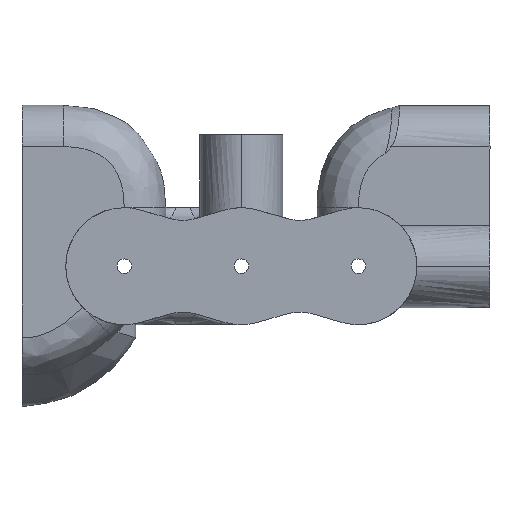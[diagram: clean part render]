
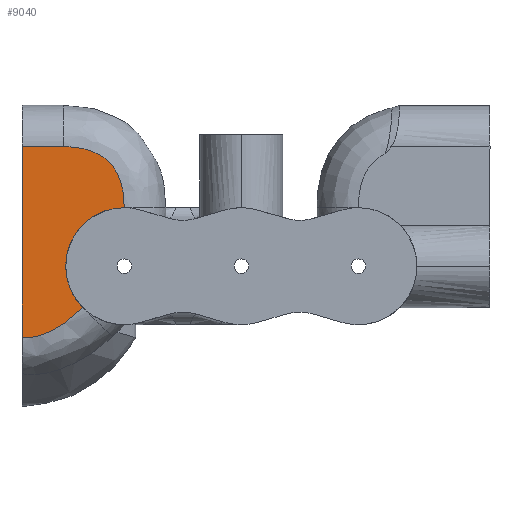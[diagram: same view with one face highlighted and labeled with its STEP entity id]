
A CAD part, front view. The second image highlights one B-rep face of the part: STEP entity #9040.
In plain terms, the highlighted planar face has unit normal (0, -1, 0).
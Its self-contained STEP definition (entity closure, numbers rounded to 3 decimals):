
#186 = EDGE_CURVE ( 'NONE', #6247, #2776, #252, .T. ) ;
#252 =( BOUNDED_CURVE ( )  B_SPLINE_CURVE ( 3, ( #10514, #9684, #6076, #5559, #681, #6391, #1507 ),
 .UNSPECIFIED., .F., .T. ) 
 B_SPLINE_CURVE_WITH_KNOTS ( ( 4, 1, 1, 1, 4 ),
 ( 0., 0.28, 0.56, 0.78, 1. ),
 .UNSPECIFIED. ) 
 CURVE ( )  GEOMETRIC_REPRESENTATION_ITEM ( )  RATIONAL_B_SPLINE_CURVE ( ( 1., 1., 1., 1., 1., 1., 1. ) ) 
 REPRESENTATION_ITEM ( '' )  );
#681 = CARTESIAN_POINT ( 'NONE',  ( -18.235, 19.5, -14.534 ) ) ;
#684 = CARTESIAN_POINT ( 'NONE',  ( -7.555, 19.5, 23.945 ) ) ;
#731 = VERTEX_POINT ( 'NONE', #1118 ) ;
#781 = DIRECTION ( 'NONE',  ( 0., 0., -1. ) ) ;
#1118 = CARTESIAN_POINT ( 'NONE',  ( -20.985, 19.5, 24.5 ) ) ;
#1176 = CARTESIAN_POINT ( 'NONE',  ( 0., 19.5, 12. ) ) ;
#1299 = CARTESIAN_POINT ( 'NONE',  ( 500000., 19.5, 24.5 ) ) ;
#1320 = PLANE ( 'NONE',  #4988 ) ;
#1457 = CARTESIAN_POINT ( 'NONE',  ( -12.5, 19.5, 24.5 ) ) ;
#1470 = CARTESIAN_POINT ( 'NONE',  ( 0., 19.5, 12. ) ) ;
#1507 = CARTESIAN_POINT ( 'NONE',  ( -20.985, 19.5, -14.735 ) ) ;
#1510 = CARTESIAN_POINT ( 'NONE',  ( -11.583, 19.5, 24.5 ) ) ;
#1572 = AXIS2_PLACEMENT_3D ( 'NONE', #10603, #5653, #781 ) ;
#2665 = CARTESIAN_POINT ( 'NONE',  ( -20.985, 19.5, -14.735 ) ) ;
#2776 = VERTEX_POINT ( 'NONE', #2665 ) ;
#3106 = EDGE_CURVE ( 'NONE', #6247, #8120, #7740, .T. ) ;
#3788 = DIRECTION ( 'NONE',  ( 0., -1., 0. ) ) ;
#3894 = VECTOR ( 'NONE', #6996, 1000. ) ;
#3919 = CARTESIAN_POINT ( 'NONE',  ( -0.575, 19.5, 17.025 ) ) ;
#4200 = ORIENTED_EDGE ( 'NONE', *, *, #3106, .T. ) ;
#4502 = CARTESIAN_POINT ( 'NONE',  ( -8.485, 19.5, -8.485 ) ) ;
#4725 = CARTESIAN_POINT ( 'NONE',  ( -2.457, 19.5, 20.743 ) ) ;
#4988 = AXIS2_PLACEMENT_3D ( 'NONE', #6231, #3788, #9558 ) ;
#5390 = LINE ( 'NONE', #8110, #7307 ) ;
#5559 = CARTESIAN_POINT ( 'NONE',  ( -15.235, 19.5, -13.544 ) ) ;
#5561 = CARTESIAN_POINT ( 'NONE',  ( -5.561, 19.5, 23.189 ) ) ;
#5653 = DIRECTION ( 'NONE',  ( 0., 1., 0. ) ) ;
#5690 = ORIENTED_EDGE ( 'NONE', *, *, #7144, .T. ) ;
#5834 = FACE_OUTER_BOUND ( 'NONE', #10520, .T. ) ;
#6076 = CARTESIAN_POINT ( 'NONE',  ( -11.985, 19.5, -11.659 ) ) ;
#6231 = CARTESIAN_POINT ( 'NONE',  ( 500000., 19.5, -14.735 ) ) ;
#6247 = VERTEX_POINT ( 'NONE', #4502 ) ;
#6391 = CARTESIAN_POINT ( 'NONE',  ( -20.069, 19.5, -14.735 ) ) ;
#6393 = CARTESIAN_POINT ( 'NONE',  ( -9.851, 19.5, 24.399 ) ) ;
#6761 = EDGE_CURVE ( 'NONE', #2776, #731, #5390, .T. ) ;
#6801 = ORIENTED_EDGE ( 'NONE', *, *, #186, .F. ) ;
#6996 = DIRECTION ( 'NONE',  ( -1., 0., 0. ) ) ;
#7144 = EDGE_CURVE ( 'NONE', #8120, #7416, #8495, .T. ) ;
#7202 = CARTESIAN_POINT ( 'NONE',  ( -12.5, 19.5, 24.5 ) ) ;
#7307 = VECTOR ( 'NONE', #8958, 1000. ) ;
#7416 = VERTEX_POINT ( 'NONE', #1457 ) ;
#7740 = CIRCLE ( 'NONE', #1572, 12. ) ;
#7996 = CARTESIAN_POINT ( 'NONE',  ( 0., 19.5, 12.933 ) ) ;
#8110 = CARTESIAN_POINT ( 'NONE',  ( -20.985, 19.5, -14.735 ) ) ;
#8120 = VERTEX_POINT ( 'NONE', #1176 ) ;
#8273 = ORIENTED_EDGE ( 'NONE', *, *, #6761, .F. ) ;
#8495 =( BOUNDED_CURVE ( )  B_SPLINE_CURVE ( 3, ( #1470, #7996, #8848, #3919, #9686, #4725, #10517, #5561, #684, #6393, #1510, #7202 ),
 .UNSPECIFIED., .F., .F. ) 
 B_SPLINE_CURVE_WITH_KNOTS ( ( 4, 1, 1, 1, 1, 1, 1, 1, 1, 4 ),
 ( 0., 0.112, 0.224, 0.336, 0.448, 0.56, 0.67, 0.78, 0.89, 1. ),
 .UNSPECIFIED. ) 
 CURVE ( )  GEOMETRIC_REPRESENTATION_ITEM ( )  RATIONAL_B_SPLINE_CURVE ( ( 1., 1., 1., 1., 1., 1., 1., 1., 1., 1., 1., 1. ) ) 
 REPRESENTATION_ITEM ( '' )  );
#8848 = CARTESIAN_POINT ( 'NONE',  ( -0.105, 19.5, 14.695 ) ) ;
#8958 = DIRECTION ( 'NONE',  ( 0., 0., 1. ) ) ;
#9040 = ADVANCED_FACE ( 'NONE', ( #5834 ), #1320, .T. ) ;
#9558 = DIRECTION ( 'NONE',  ( 0., 0., -1. ) ) ;
#9684 = CARTESIAN_POINT ( 'NONE',  ( -9.652, 19.5, -9.652 ) ) ;
#9686 = CARTESIAN_POINT ( 'NONE',  ( -1.359, 19.5, 19.041 ) ) ;
#9707 = ORIENTED_EDGE ( 'NONE', *, *, #9810, .T. ) ;
#9810 = EDGE_CURVE ( 'NONE', #7416, #731, #10226, .T. ) ;
#10226 = LINE ( 'NONE', #1299, #3894 ) ;
#10514 = CARTESIAN_POINT ( 'NONE',  ( -8.485, 19.5, -8.485 ) ) ;
#10517 = CARTESIAN_POINT ( 'NONE',  ( -3.859, 19.5, 22.124 ) ) ;
#10520 = EDGE_LOOP ( 'NONE', ( #6801, #4200, #5690, #9707, #8273 ) ) ;
#10603 = CARTESIAN_POINT ( 'NONE',  ( 0., 19.5, 0. ) ) ;
